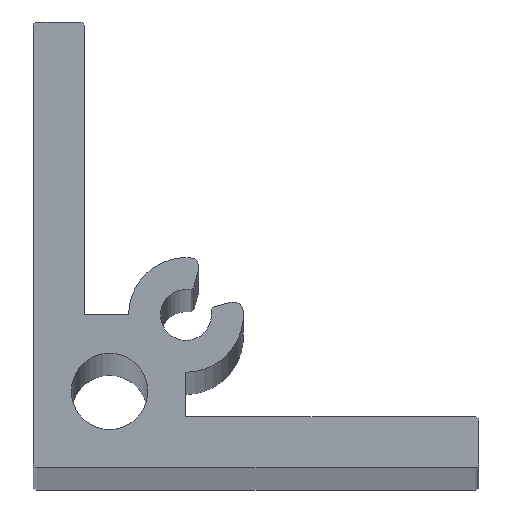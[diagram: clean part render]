
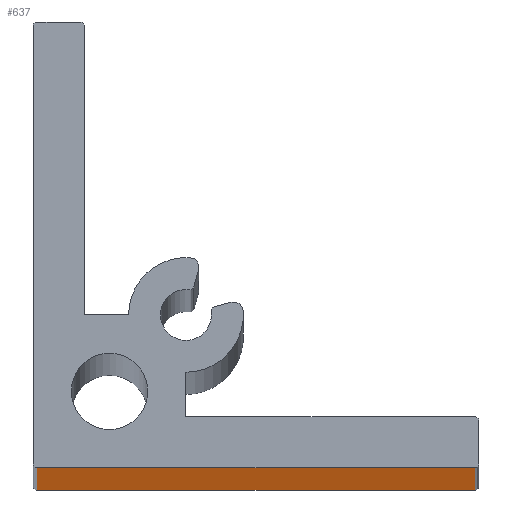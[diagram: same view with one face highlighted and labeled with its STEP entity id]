
A CAD part, top view. The second image highlights one B-rep face of the part: STEP entity #637.
In plain terms, the highlighted planar face has unit normal (0, -1, 0).
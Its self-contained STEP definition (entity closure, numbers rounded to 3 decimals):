
#13 = CARTESIAN_POINT ( 'NONE',  ( 34.7, 0., 0. ) ) ;
#29 = CARTESIAN_POINT ( 'NONE',  ( 0., 0., 1000. ) ) ;
#38 = LINE ( 'NONE', #350, #812 ) ;
#41 = PLANE ( 'NONE',  #252 ) ;
#49 = VERTEX_POINT ( 'NONE', #649 ) ;
#71 = ORIENTED_EDGE ( 'NONE', *, *, #515, .F. ) ;
#107 = CARTESIAN_POINT ( 'NONE',  ( 0., 0., 1000. ) ) ;
#111 = CARTESIAN_POINT ( 'NONE',  ( 0.3, 0., 1000. ) ) ;
#120 = FACE_OUTER_BOUND ( 'NONE', #842, .T. ) ;
#252 = AXIS2_PLACEMENT_3D ( 'NONE', #107, #658, #510 ) ;
#290 = CARTESIAN_POINT ( 'NONE',  ( 0.3, 0., 0. ) ) ;
#335 = EDGE_CURVE ( 'NONE', #49, #776, #811, .T. ) ;
#350 = CARTESIAN_POINT ( 'NONE',  ( 34.7, 0., 1000. ) ) ;
#365 = VERTEX_POINT ( 'NONE', #775 ) ;
#400 = DIRECTION ( 'NONE',  ( 1., 0., 0. ) ) ;
#428 = VECTOR ( 'NONE', #400, 1000. ) ;
#480 = LINE ( 'NONE', #29, #428 ) ;
#510 = DIRECTION ( 'NONE',  ( 0., 0., 1. ) ) ;
#515 = EDGE_CURVE ( 'NONE', #49, #365, #480, .T. ) ;
#536 = VERTEX_POINT ( 'NONE', #13 ) ;
#547 = ORIENTED_EDGE ( 'NONE', *, *, #629, .T. ) ;
#571 = CARTESIAN_POINT ( 'NONE',  ( 0., 0., 0. ) ) ;
#579 = DIRECTION ( 'NONE',  ( 1., 0., 0. ) ) ;
#629 = EDGE_CURVE ( 'NONE', #776, #536, #960, .T. ) ;
#637 = ADVANCED_FACE ( 'NONE', ( #120 ), #41, .F. ) ;
#649 = CARTESIAN_POINT ( 'NONE',  ( 0.3, 0., 1000. ) ) ;
#658 = DIRECTION ( 'NONE',  ( 0., 1., 0. ) ) ;
#687 = VECTOR ( 'NONE', #579, 1000. ) ;
#731 = EDGE_CURVE ( 'NONE', #536, #365, #38, .T. ) ;
#736 = DIRECTION ( 'NONE',  ( 0., 0., -1. ) ) ;
#775 = CARTESIAN_POINT ( 'NONE',  ( 34.7, 0., 1000. ) ) ;
#776 = VERTEX_POINT ( 'NONE', #290 ) ;
#811 = LINE ( 'NONE', #111, #932 ) ;
#812 = VECTOR ( 'NONE', #969, 1000. ) ;
#842 = EDGE_LOOP ( 'NONE', ( #547, #905, #71, #893 ) ) ;
#893 = ORIENTED_EDGE ( 'NONE', *, *, #335, .T. ) ;
#905 = ORIENTED_EDGE ( 'NONE', *, *, #731, .T. ) ;
#932 = VECTOR ( 'NONE', #736, 1000. ) ;
#960 = LINE ( 'NONE', #571, #687 ) ;
#969 = DIRECTION ( 'NONE',  ( 0., 0., 1. ) ) ;
